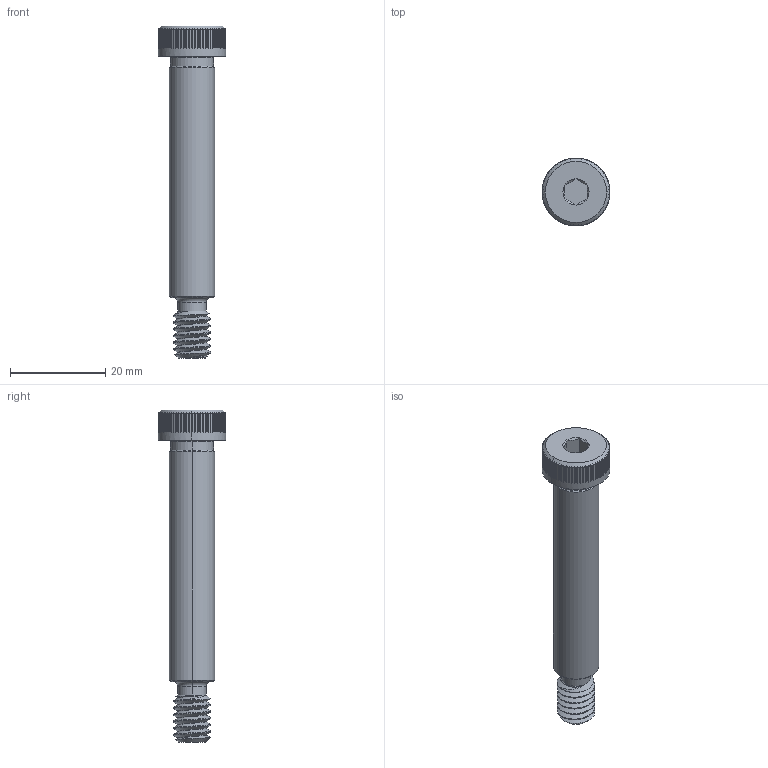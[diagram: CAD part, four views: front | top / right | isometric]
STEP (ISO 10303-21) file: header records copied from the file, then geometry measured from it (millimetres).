
FILE_DESCRIPTION (( 'STEP AP203' ), '1' );
FILE_NAME ('91259A632_Alloy Steel Shoulder Screw.STEP', '2023-05-24T21:15:01', ( 'Administrator' ), ( 'Managed by Terraform' ), 'SwSTEP 2.0', 'SolidWorks 2017', '' );
FILE_SCHEMA (( 'CONFIG_CONTROL_DESIGN' ));
Length unit declared in the file: inch
Products named in the file (1): 91259A632_Alloy Steel Shoulder Screw
Bounding box: 14.29 x 14.29 x 69.85 mm (x, y, z)
Volume: 4975.7 mm3; surface area: 2657.5 mm2
Topology: 1 solids, 1 shells, 361 faces, 962 edges, 606 vertices
Faces by surface type: cone 172, plane 163, cylinder 21, bspline 3, torus 2
Entity records: 12946 total; most frequent: CARTESIAN_POINT 4495, ORIENTED_EDGE 1924, DIRECTION 1520, EDGE_CURVE 962, VERTEX_POINT 606, AXIS2_PLACEMENT_3D 547, LINE 426, VECTOR 426
